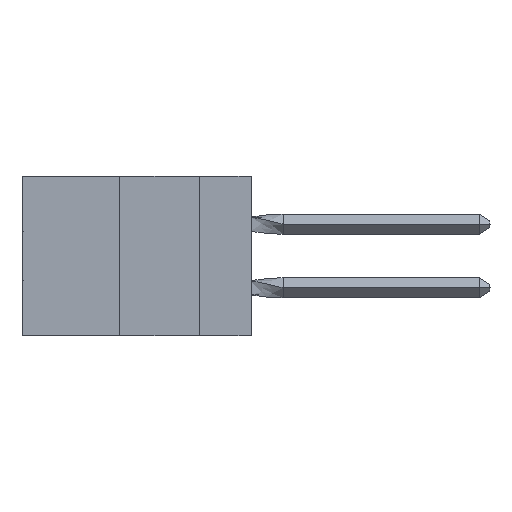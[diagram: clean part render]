
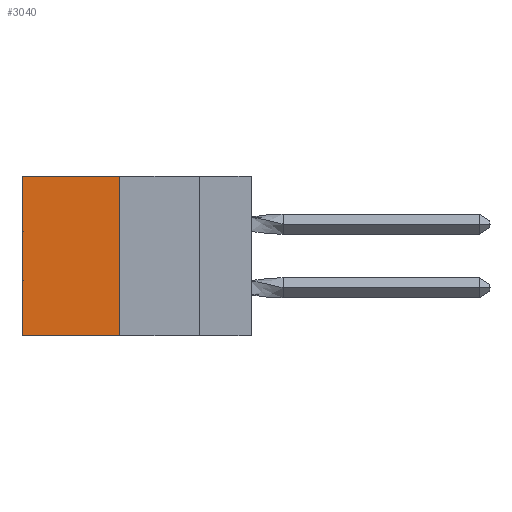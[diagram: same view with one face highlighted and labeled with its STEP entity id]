
A CAD part, left-side view. The second image highlights one B-rep face of the part: STEP entity #3040.
In plain terms, the highlighted planar face has unit normal (-1, 0, 0).
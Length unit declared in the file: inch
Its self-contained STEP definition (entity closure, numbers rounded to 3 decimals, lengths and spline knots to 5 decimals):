
#1844 = DIRECTION ( 'NONE',  ( 1., 0., 0. ) ) ;
#2139 = VERTEX_POINT ( 'NONE', #8804 ) ;
#3040 = ADVANCED_FACE ( 'NONE', ( #9252 ), #33633, .F. ) ;
#3994 = CARTESIAN_POINT ( 'NONE',  ( 0.305, 0.413, 0. ) ) ;
#5277 = CARTESIAN_POINT ( 'NONE',  ( 0.305, 0.72, -0.5 ) ) ;
#5742 = VECTOR ( 'NONE', #27032, 39.37008 ) ;
#7628 = DIRECTION ( 'NONE',  ( 0., 1., 0. ) ) ;
#8008 = LINE ( 'NONE', #5277, #5742 ) ;
#8804 = CARTESIAN_POINT ( 'NONE',  ( 0.305, 0.413, -0.5 ) ) ;
#9252 = FACE_OUTER_BOUND ( 'NONE', #14954, .T. ) ;
#9393 = VERTEX_POINT ( 'NONE', #32016 ) ;
#9785 = VECTOR ( 'NONE', #26947, 39.37008 ) ;
#10515 = VERTEX_POINT ( 'NONE', #27055 ) ;
#10703 = ORIENTED_EDGE ( 'NONE', *, *, #40830, .F. ) ;
#11733 = VECTOR ( 'NONE', #7628, 39.37008 ) ;
#11844 = VECTOR ( 'NONE', #44304, 39.37008 ) ;
#14954 = EDGE_LOOP ( 'NONE', ( #19014, #10703, #22852, #19317 ) ) ;
#17550 = LINE ( 'NONE', #21969, #9785 ) ;
#19014 = ORIENTED_EDGE ( 'NONE', *, *, #38388, .T. ) ;
#19144 = CARTESIAN_POINT ( 'NONE',  ( 0.305, 0.413, -0.5 ) ) ;
#19317 = ORIENTED_EDGE ( 'NONE', *, *, #46034, .T. ) ;
#21969 = CARTESIAN_POINT ( 'NONE',  ( 0.305, 0.413, -0.5 ) ) ;
#22852 = ORIENTED_EDGE ( 'NONE', *, *, #39482, .F. ) ;
#24584 = VERTEX_POINT ( 'NONE', #25255 ) ;
#24730 = LINE ( 'NONE', #33386, #11844 ) ;
#25255 = CARTESIAN_POINT ( 'NONE',  ( 0.305, 0.72, -0.5 ) ) ;
#26947 = DIRECTION ( 'NONE',  ( 0., 0., -1. ) ) ;
#27032 = DIRECTION ( 'NONE',  ( 0., 0., -1. ) ) ;
#27055 = CARTESIAN_POINT ( 'NONE',  ( 0.305, 0.72, 0. ) ) ;
#29153 = LINE ( 'NONE', #3994, #11733 ) ;
#30185 = DIRECTION ( 'NONE',  ( 0., 0., -1. ) ) ;
#32016 = CARTESIAN_POINT ( 'NONE',  ( 0.305, 0.413, 0. ) ) ;
#33386 = CARTESIAN_POINT ( 'NONE',  ( 0.305, 0.413, -0.5 ) ) ;
#33633 = PLANE ( 'NONE',  #37696 ) ;
#37696 = AXIS2_PLACEMENT_3D ( 'NONE', #19144, #1844, #30185 ) ;
#38388 = EDGE_CURVE ( 'NONE', #10515, #24584, #8008, .T. ) ;
#39482 = EDGE_CURVE ( 'NONE', #9393, #2139, #17550, .T. ) ;
#40830 = EDGE_CURVE ( 'NONE', #2139, #24584, #24730, .T. ) ;
#44304 = DIRECTION ( 'NONE',  ( 0., 1., 0. ) ) ;
#46034 = EDGE_CURVE ( 'NONE', #9393, #10515, #29153, .T. ) ;
